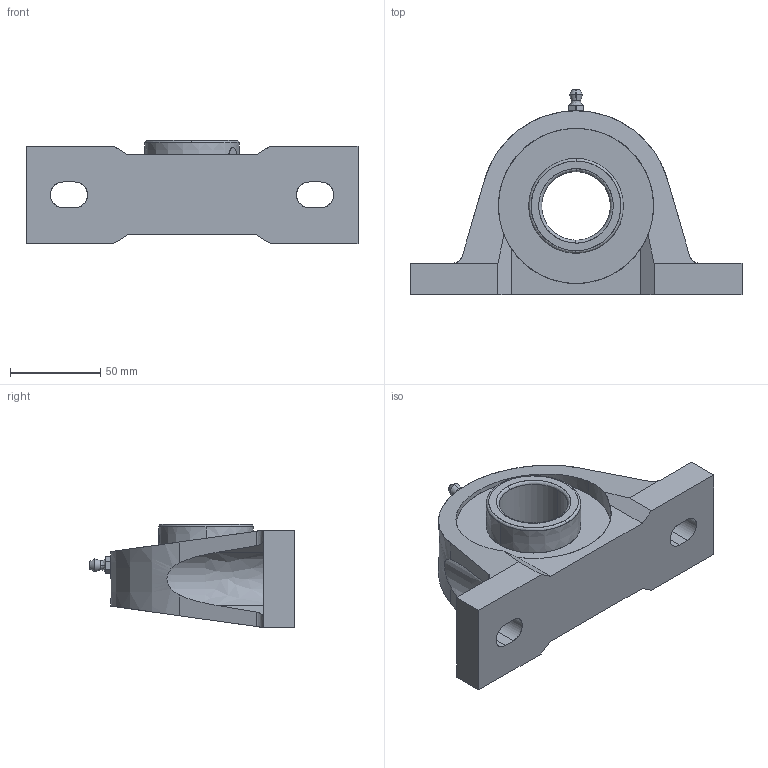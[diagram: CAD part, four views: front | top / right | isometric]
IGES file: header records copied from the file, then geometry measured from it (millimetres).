
Start section: SolidWorks IGES file using analytic representation for surfaces
Global section: file name: CRDEFAU1009144249140.igs; native system: SolidWorks 2009; preprocessor: SolidWorks 2009; author: partstream; date: 091009.144247; units: millimetre
Bounding box: 184.15 x 113.99 x 57.15 mm (x, y, z)
Surface area: 59421.9 mm2 (no closed solid volume)
Topology: 0 solids, 0 shells, 91 faces, 1949 edges, 1952 vertices
Faces by surface type: bspline 64, revolution 27
